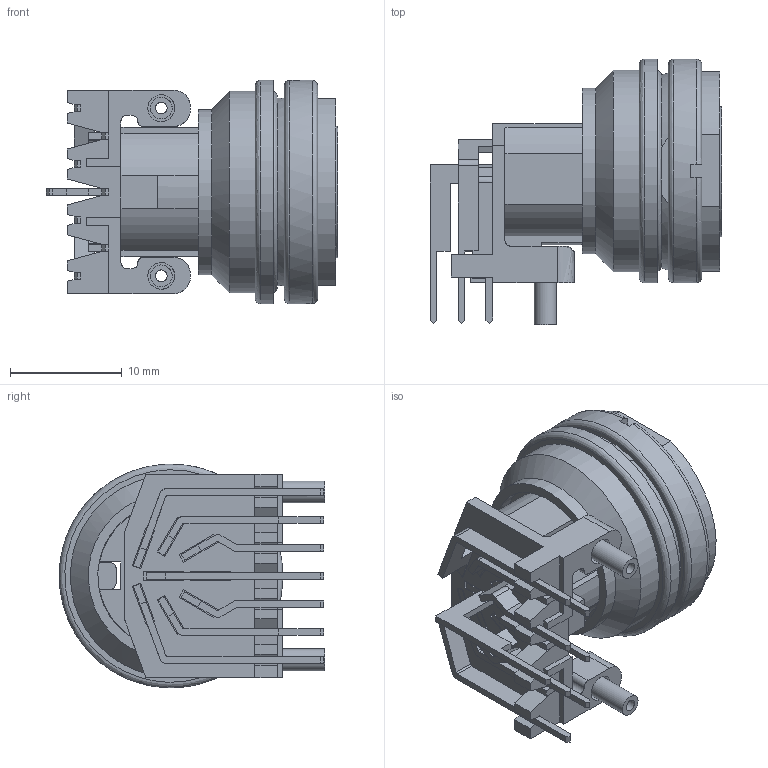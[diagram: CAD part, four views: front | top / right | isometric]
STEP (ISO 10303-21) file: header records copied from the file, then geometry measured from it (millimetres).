
FILE_DESCRIPTION((''),'2;1');
FILE_NAME('C091_51G008_200_2_U_3d_customer.stp', '2013-08-08T11:55:01',('User'),('SDRC'),'I-DEAS Master Series','UNIX','Yes');
FILE_SCHEMA(('CONFIG_CONTROL_DESIGN', 'GEOMETRIC_VALIDATION_PROPERTIES_MIM','SHAPE_APPEARANCE_LAYER_MIM'));
Length unit declared in the file: millimetre
Bounding box: 26.1 x 23.75 x 19.99 mm (x, y, z)
Volume: 3921.9 mm3; surface area: 4261.1 mm2
Topology: 1 solids, 1 shells, 448 faces, 1288 edges, 884 vertices
Faces by surface type: bspline 448
Entity records: 15193 total; most frequent: CARTESIAN_POINT 6796, ORIENTED_EDGE 2512, EDGE_CURVE 1256, OVER_RIDING_STYLED_ITEM 821, VERTEX_POINT 820, B_SPLINE_CURVE_WITH_KNOTS 719, EDGE_LOOP 486, FACE_OUTER_BOUND 448
